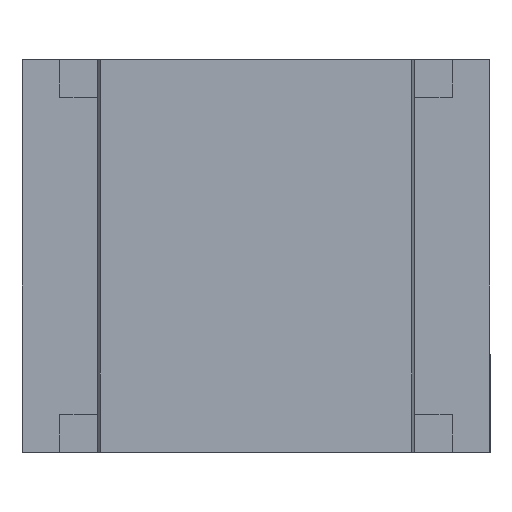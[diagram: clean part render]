
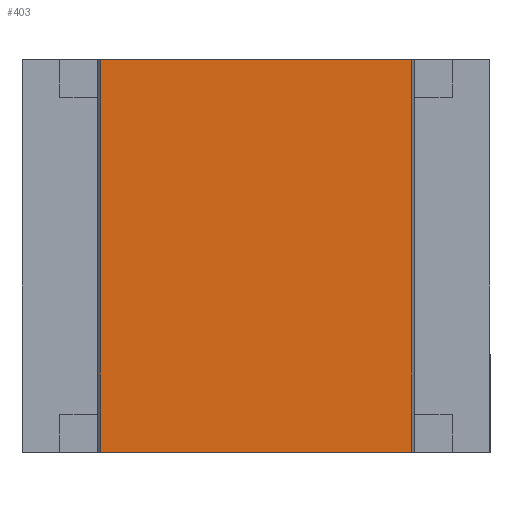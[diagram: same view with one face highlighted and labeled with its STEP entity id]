
A CAD part, top view. The second image highlights one B-rep face of the part: STEP entity #403.
In plain terms, the highlighted planar face has unit normal (0, 0, 1).
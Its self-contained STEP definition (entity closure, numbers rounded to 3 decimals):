
#164 = ORIENTED_EDGE ( 'NONE', *, *, #516, .T. ) ;
#165 = ORIENTED_EDGE ( 'NONE', *, *, #166, .T. ) ;
#166 = EDGE_CURVE ( 'NONE', #514, #582, #884, .T. ) ;
#167 = ORIENTED_EDGE ( 'NONE', *, *, #581, .T. ) ;
#168 = ORIENTED_EDGE ( 'NONE', *, *, #169, .T. ) ;
#169 = EDGE_CURVE ( 'NONE', #583, #517, #880, .T. ) ;
#403 = ADVANCED_FACE ( 'NONE', ( #1317 ), #1301, .T. ) ;
#452 = EDGE_LOOP ( 'NONE', ( #164, #165, #167, #168 ) ) ;
#514 = VERTEX_POINT ( 'NONE', #1529 ) ;
#516 = EDGE_CURVE ( 'NONE', #517, #514, #1528, .T. ) ;
#517 = VERTEX_POINT ( 'NONE', #1524 ) ;
#581 = EDGE_CURVE ( 'NONE', #582, #583, #1624, .T. ) ;
#582 = VERTEX_POINT ( 'NONE', #1616 ) ;
#583 = VERTEX_POINT ( 'NONE', #1615 ) ;
#876 = DIRECTION ( 'NONE',  ( 0., 1., 0. ) ) ;
#877 = VECTOR ( 'NONE', #876, 1000. ) ;
#878 = CARTESIAN_POINT ( 'NONE',  ( 1.033, 1.299, 0.474 ) ) ;
#880 = LINE ( 'NONE', #878, #877 ) ;
#881 = DIRECTION ( 'NONE',  ( 0., -1., 0. ) ) ;
#882 = VECTOR ( 'NONE', #881, 1000. ) ;
#883 = CARTESIAN_POINT ( 'NONE',  ( -1.033, -1.299, 0.474 ) ) ;
#884 = LINE ( 'NONE', #883, #882 ) ;
#1296 = DIRECTION ( 'NONE',  ( 1., 0., 0. ) ) ;
#1297 = DIRECTION ( 'NONE',  ( 0., 0., 1. ) ) ;
#1298 = CARTESIAN_POINT ( 'NONE',  ( -1.049, -1.299, 0.474 ) ) ;
#1299 = AXIS2_PLACEMENT_3D ( 'NONE', #1298, #1297, #1296 ) ;
#1301 = PLANE ( 'NONE',  #1299 ) ;
#1317 = FACE_OUTER_BOUND ( 'NONE', #452, .T. ) ;
#1524 = CARTESIAN_POINT ( 'NONE',  ( 1.033, 1.299, 0.474 ) ) ;
#1525 = DIRECTION ( 'NONE',  ( -1., 0., 0. ) ) ;
#1526 = VECTOR ( 'NONE', #1525, 1000. ) ;
#1527 = CARTESIAN_POINT ( 'NONE',  ( -1.049, 1.299, 0.474 ) ) ;
#1528 = LINE ( 'NONE', #1527, #1526 ) ;
#1529 = CARTESIAN_POINT ( 'NONE',  ( -1.033, 1.299, 0.474 ) ) ;
#1615 = CARTESIAN_POINT ( 'NONE',  ( 1.033, -1.299, 0.474 ) ) ;
#1616 = CARTESIAN_POINT ( 'NONE',  ( -1.033, -1.299, 0.474 ) ) ;
#1617 = DIRECTION ( 'NONE',  ( 1., 0., 0. ) ) ;
#1618 = VECTOR ( 'NONE', #1617, 1000. ) ;
#1619 = CARTESIAN_POINT ( 'NONE',  ( -1.049, -1.299, 0.474 ) ) ;
#1624 = LINE ( 'NONE', #1619, #1618 ) ;
